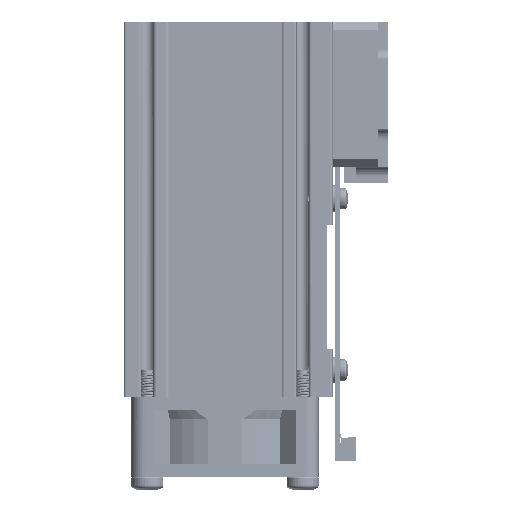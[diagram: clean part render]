
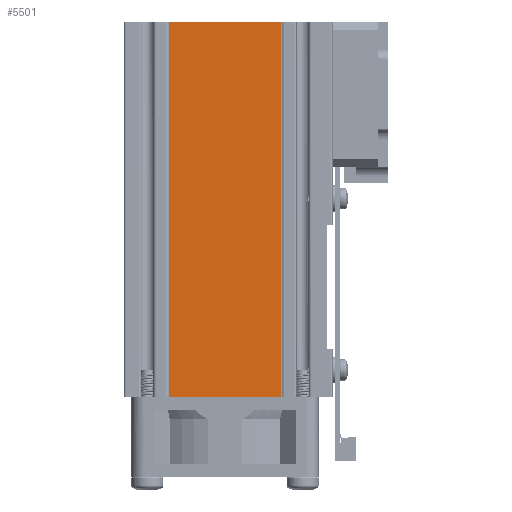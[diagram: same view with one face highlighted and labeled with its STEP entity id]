
A CAD part, left-side view. The second image highlights one B-rep face of the part: STEP entity #5501.
In plain terms, the highlighted planar face has unit normal (-1, 0, 0).
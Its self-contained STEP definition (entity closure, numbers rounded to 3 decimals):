
#5501=ADVANCED_FACE('',(#8002),#7495,.T.);
#7495=PLANE('',#38348);
#8002=FACE_OUTER_BOUND('',#9970,.T.);
#9970=EDGE_LOOP('',(#12822,#12823,#12824,#12825));
#12822=ORIENTED_EDGE('',*,*,#28303,.T.);
#12823=ORIENTED_EDGE('',*,*,#28304,.F.);
#12824=ORIENTED_EDGE('',*,*,#28305,.T.);
#12825=ORIENTED_EDGE('',*,*,#28306,.T.);
#24354=VERTEX_POINT('',#51725);
#24355=VERTEX_POINT('',#51726);
#24356=VERTEX_POINT('',#51728);
#24357=VERTEX_POINT('',#51730);
#28303=EDGE_CURVE('',#24354,#24355,#33800,.T.);
#28304=EDGE_CURVE('',#24356,#24355,#33801,.T.);
#28305=EDGE_CURVE('',#24356,#24357,#33802,.T.);
#28306=EDGE_CURVE('',#24357,#24354,#33803,.T.);
#33800=LINE('',#51724,#36121);
#33801=LINE('',#51727,#36122);
#33802=LINE('',#51729,#36123);
#33803=LINE('',#51731,#36124);
#36121=VECTOR('',#41254,1.);
#36122=VECTOR('',#41255,1.);
#36123=VECTOR('',#41256,1.);
#36124=VECTOR('',#41257,1.);
#38348=AXIS2_PLACEMENT_3D('',#51732,#41258,#41259);
#41254=DIRECTION('',(0.,0.,-1.));
#41255=DIRECTION('',(0.,1.,0.));
#41256=DIRECTION('',(0.,0.,1.));
#41257=DIRECTION('',(0.,1.,0.));
#41258=DIRECTION('',(-1.,0.,0.));
#41259=DIRECTION('',(0.,-1.,0.));
#51724=CARTESIAN_POINT('',(-17.3,30.6,11.515));
#51725=CARTESIAN_POINT('',(-17.3,30.6,11.515));
#51726=CARTESIAN_POINT('',(-17.3,30.6,-58.485));
#51727=CARTESIAN_POINT('',(-17.3,13.,-58.485));
#51728=CARTESIAN_POINT('',(-17.3,9.6,-58.485));
#51729=CARTESIAN_POINT('',(-17.3,9.6,11.515));
#51730=CARTESIAN_POINT('',(-17.3,9.6,11.515));
#51731=CARTESIAN_POINT('',(-17.3,13.,11.515));
#51732=CARTESIAN_POINT('',(-17.3,0.,11.515));
